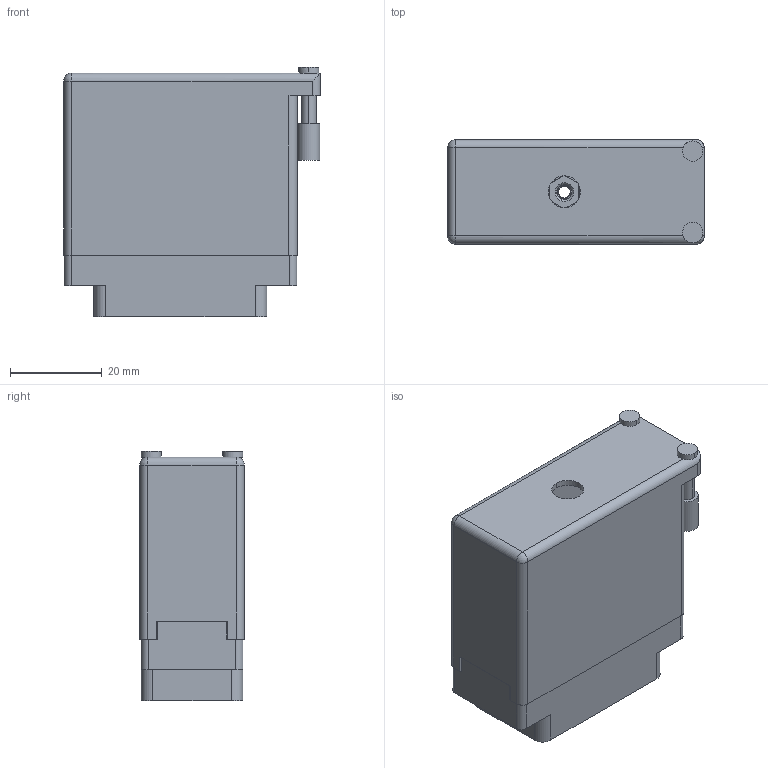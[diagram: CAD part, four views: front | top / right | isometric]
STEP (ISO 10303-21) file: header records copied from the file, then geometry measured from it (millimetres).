
FILE_DESCRIPTION (( 'STEP AP203' ), '1' );
FILE_NAME ('519-036-501-356.STEP', '2020-09-09T16:04:51', ( '' ), ( '' ), 'SwSTEP 2.0', 'SolidWorks 2020', '' );
FILE_SCHEMA (( 'CONFIG_CONTROL_DESIGN' ));
Length unit declared in the file: inch
Products named in the file (5): 519 Plug Insulator_036; 516-252-035-100_516-252-035-100; 516-292-001_501 Contact; 519-036-501-356; 516-230-001_Metal - 038 Side Entry
Assembly tree (39 placements, depth 2):
  519-036-501-356
    519 Plug Insulator_036
    516-292-001_501 Contact  x36
    516-252-035-100_516-252-035-100
    516-230-001_Metal - 038 Side Entry
Bounding box: 56.08 x 22.83 x 54.51 mm (x, y, z)
Volume: 19304.4 mm3; surface area: 31982.2 mm2
Topology: 39 solids, 39 shells, 3562 faces, 10300 edges, 6834 vertices
Faces by surface type: plane 2135, cylinder 1191, bspline 222, cone 12, sphere 2
Entity records: 38640 total; most frequent: CARTESIAN_POINT 8878, ORIENTED_EDGE 6036, DIRECTION 5826, EDGE_CURVE 3018, VECTOR 2176, LINE 2176, VERTEX_POINT 2004, AXIS2_PLACEMENT_3D 1825
